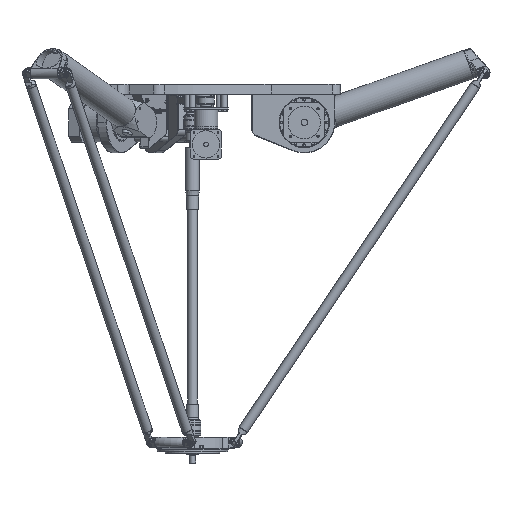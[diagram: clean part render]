
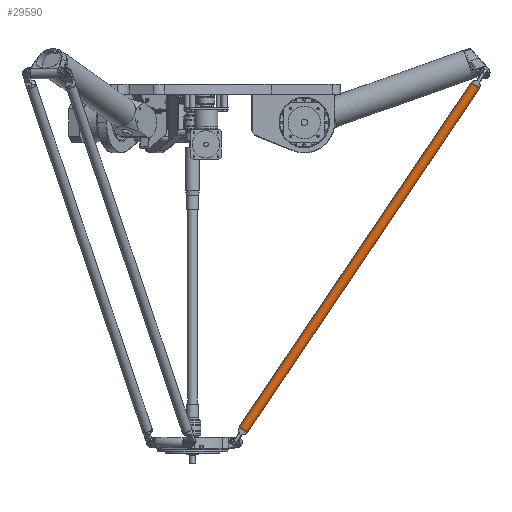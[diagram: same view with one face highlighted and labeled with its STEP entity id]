
A CAD part, front view. The second image highlights one B-rep face of the part: STEP entity #29590.
In plain terms, the highlighted cylindrical face has radius 15.005 mm (diameter 30.01 mm), a full revolution.
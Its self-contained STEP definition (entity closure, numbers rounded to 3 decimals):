
#1124=FACE_BOUND('',#7520,.T.);
#2655=CIRCLE('',#32833,15.005);
#2657=CIRCLE('',#32836,15.005);
#3421=CYLINDRICAL_SURFACE('',#32838,15.005);
#5026=FACE_OUTER_BOUND('',#7519,.T.);
#7519=EDGE_LOOP('',(#25375));
#7520=EDGE_LOOP('',(#25376));
#14695=VERTEX_POINT('',#58296);
#14697=VERTEX_POINT('',#58301);
#18341=EDGE_CURVE('',#14695,#14695,#2655,.T.);
#18343=EDGE_CURVE('',#14697,#14697,#2657,.T.);
#25375=ORIENTED_EDGE('',*,*,#18341,.F.);
#25376=ORIENTED_EDGE('',*,*,#18343,.F.);
#29590=ADVANCED_FACE('',(#5026,#1124),#3421,.T.);
#32833=AXIS2_PLACEMENT_3D('',#58297,#40695,#40696);
#32836=AXIS2_PLACEMENT_3D('',#58302,#40701,#40702);
#32838=AXIS2_PLACEMENT_3D('',#58305,#40705,#40706);
#40695=DIRECTION('center_axis',(1.,0.,0.));
#40696=DIRECTION('ref_axis',(0.,0.,-1.));
#40701=DIRECTION('center_axis',(-1.,0.,0.));
#40702=DIRECTION('ref_axis',(0.,0.,-1.));
#40705=DIRECTION('center_axis',(-1.,0.,0.));
#40706=DIRECTION('ref_axis',(0.,0.,-1.));
#58296=CARTESIAN_POINT('',(1270.046,0.,15.005));
#58297=CARTESIAN_POINT('Origin',(1270.046,0.,0.));
#58301=CARTESIAN_POINT('',(44.954,0.,15.005));
#58302=CARTESIAN_POINT('Origin',(44.954,0.,
0.));
#58305=CARTESIAN_POINT('Origin',(657.5,0.,0.));
